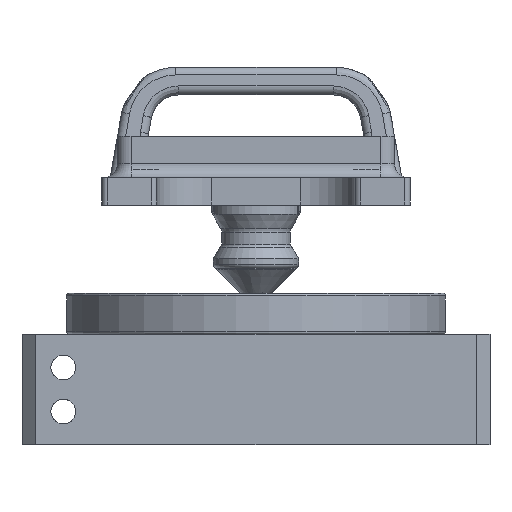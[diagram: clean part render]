
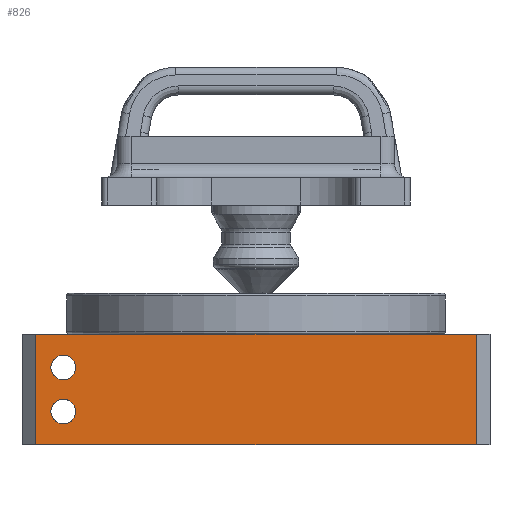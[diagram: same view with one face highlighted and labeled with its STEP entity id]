
A CAD part, front view. The second image highlights one B-rep face of the part: STEP entity #826.
In plain terms, the highlighted planar face has unit normal (0, -1, 0).
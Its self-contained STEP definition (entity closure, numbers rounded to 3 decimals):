
#826=ADVANCED_FACE('',(#2128,#2129,#2130),#1465,.T.);
#1465=PLANE('',#8832);
#1679=LINE('',#12983,#1879);
#1683=LINE('',#13053,#1883);
#1695=LINE('',#13338,#1895);
#1696=LINE('',#13339,#1896);
#1879=VECTOR('',#10120,1.);
#1883=VECTOR('',#10188,1.);
#1895=VECTOR('',#10236,1.);
#1896=VECTOR('',#10237,1.);
#2128=FACE_BOUND('',#3261,.T.);
#2129=FACE_BOUND('',#3262,.T.);
#2130=FACE_BOUND('',#3263,.T.);
#3261=EDGE_LOOP('',(#4565,#4566,#4567,#4568));
#3262=EDGE_LOOP('',(#4569));
#3263=EDGE_LOOP('',(#4570));
#4565=ORIENTED_EDGE('',*,*,#7192,.T.);
#4566=ORIENTED_EDGE('',*,*,#7254,.T.);
#4567=ORIENTED_EDGE('',*,*,#7227,.F.);
#4568=ORIENTED_EDGE('',*,*,#7255,.T.);
#4569=ORIENTED_EDGE('',*,*,#7256,.T.);
#4570=ORIENTED_EDGE('',*,*,#7257,.F.);
#6373=VERTEX_POINT('',#12982);
#6374=VERTEX_POINT('',#12984);
#6408=VERTEX_POINT('',#13054);
#6409=VERTEX_POINT('',#13055);
#6431=VERTEX_POINT('',#13341);
#6432=VERTEX_POINT('',#13343);
#7192=EDGE_CURVE('',#6374,#6373,#1679,.T.);
#7227=EDGE_CURVE('',#6408,#6409,#1683,.T.);
#7254=EDGE_CURVE('',#6373,#6409,#1695,.T.);
#7255=EDGE_CURVE('',#6408,#6374,#1696,.T.);
#7256=EDGE_CURVE('',#6431,#6431,#8167,.T.);
#7257=EDGE_CURVE('',#6432,#6432,#8168,.T.);
#8167=CIRCLE('',#8830,4.5);
#8168=CIRCLE('',#8831,4.5);
#8830=AXIS2_PLACEMENT_3D('',#13340,#10238,#10239);
#8831=AXIS2_PLACEMENT_3D('',#13342,#10240,#10241);
#8832=AXIS2_PLACEMENT_3D('',#13344,#10242,#10243);
#10120=DIRECTION('',(-1.,0.,0.));
#10188=DIRECTION('',(-1.,0.,0.));
#10236=DIRECTION('',(0.,0.,-1.));
#10237=DIRECTION('',(0.,0.,1.));
#10238=DIRECTION('',(0.,1.,0.));
#10239=DIRECTION('',(0.,0.,1.));
#10240=DIRECTION('',(0.,-1.,0.));
#10241=DIRECTION('',(0.,0.,1.));
#10242=DIRECTION('',(0.,-1.,0.));
#10243=DIRECTION('',(0.,0.,1.));
#12982=CARTESIAN_POINT('',(-380.,-200.,0.));
#12983=CARTESIAN_POINT('',(-400.,-200.,0.));
#12984=CARTESIAN_POINT('',(-220.,-200.,0.));
#13053=CARTESIAN_POINT('',(-200.,-200.,-40.));
#13054=CARTESIAN_POINT('',(-220.,-200.,-40.));
#13055=CARTESIAN_POINT('',(-380.,-200.,-40.));
#13338=CARTESIAN_POINT('',(-380.,-200.,-40.));
#13339=CARTESIAN_POINT('',(-220.,-200.,-40.));
#13340=CARTESIAN_POINT('',(-370.,-200.,-12.));
#13341=CARTESIAN_POINT('',(-370.,-200.,-7.5));
#13342=CARTESIAN_POINT('',(-370.,-200.,-28.));
#13343=CARTESIAN_POINT('',(-370.,-200.,-23.5));
#13344=CARTESIAN_POINT('',(-400.,-200.,-40.));
